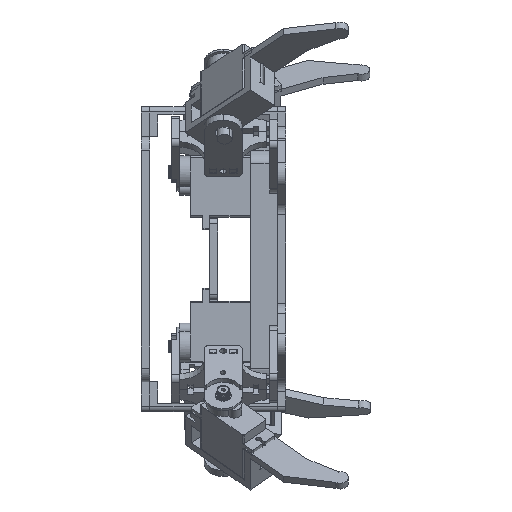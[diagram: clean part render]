
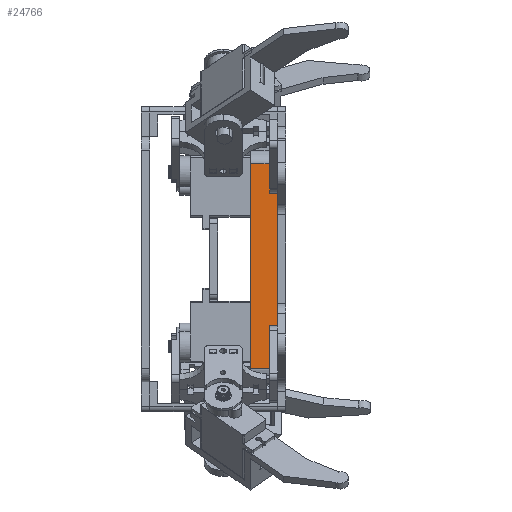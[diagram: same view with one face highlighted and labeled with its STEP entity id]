
A CAD part, left-side view. The second image highlights one B-rep face of the part: STEP entity #24766.
In plain terms, the highlighted planar face has unit normal (-1, 0, 0).
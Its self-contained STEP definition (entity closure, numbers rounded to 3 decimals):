
#685 = LINE ( 'NONE', #4415, #7622 ) ;
#820 = ORIENTED_EDGE ( 'NONE', *, *, #5553, .T. ) ;
#1376 = VECTOR ( 'NONE', #8042, 1000. ) ;
#1407 = AXIS2_PLACEMENT_3D ( 'NONE', #11256, #9712, #17313 ) ;
#2577 = VECTOR ( 'NONE', #7303, 1000. ) ;
#3755 = FACE_OUTER_BOUND ( 'NONE', #21728, .T. ) ;
#4294 = DIRECTION ( 'NONE',  ( 0., 1., 0. ) ) ;
#4415 = CARTESIAN_POINT ( 'NONE',  ( -27.5, 1.6, 35. ) ) ;
#5008 = EDGE_CURVE ( 'NONE', #18338, #13188, #8835, .T. ) ;
#5097 = LINE ( 'NONE', #22767, #2577 ) ;
#5302 = EDGE_CURVE ( 'NONE', #21649, #6578, #7912, .T. ) ;
#5533 = CARTESIAN_POINT ( 'NONE',  ( -27.5, 10., -40. ) ) ;
#5553 = EDGE_CURVE ( 'NONE', #8069, #17060, #19120, .T. ) ;
#5593 = DIRECTION ( 'NONE',  ( 0., -1., 0. ) ) ;
#5937 = VECTOR ( 'NONE', #5593, 1000. ) ;
#6578 = VERTEX_POINT ( 'NONE', #9760 ) ;
#6992 = CARTESIAN_POINT ( 'NONE',  ( -27.5, 0., 40. ) ) ;
#7303 = DIRECTION ( 'NONE',  ( 0., -1., 0. ) ) ;
#7622 = VECTOR ( 'NONE', #4294, 1000. ) ;
#7898 = CARTESIAN_POINT ( 'NONE',  ( -27.5, 10., -40. ) ) ;
#7912 = LINE ( 'NONE', #15771, #1376 ) ;
#8042 = DIRECTION ( 'NONE',  ( 0., 0., 1. ) ) ;
#8069 = VERTEX_POINT ( 'NONE', #19986 ) ;
#8835 = LINE ( 'NONE', #14748, #21916 ) ;
#9323 = DIRECTION ( 'NONE',  ( 0., 0., 1. ) ) ;
#9712 = DIRECTION ( 'NONE',  ( 1., 0., 0. ) ) ;
#9760 = CARTESIAN_POINT ( 'NONE',  ( -27.5, 1.6, 40. ) ) ;
#10018 = CARTESIAN_POINT ( 'NONE',  ( -27.5, 0., 40. ) ) ;
#10407 = EDGE_CURVE ( 'NONE', #6578, #17060, #5097, .T. ) ;
#11256 = CARTESIAN_POINT ( 'NONE',  ( -27.5, 10., 40. ) ) ;
#11306 = ORIENTED_EDGE ( 'NONE', *, *, #11512, .T. ) ;
#11512 = EDGE_CURVE ( 'NONE', #21649, #13188, #685, .T. ) ;
#13188 = VERTEX_POINT ( 'NONE', #17318 ) ;
#13192 = EDGE_CURVE ( 'NONE', #18338, #8069, #15390, .T. ) ;
#14407 = ORIENTED_EDGE ( 'NONE', *, *, #13192, .T. ) ;
#14654 = ORIENTED_EDGE ( 'NONE', *, *, #5302, .F. ) ;
#14748 = CARTESIAN_POINT ( 'NONE',  ( -27.5, 10., 40. ) ) ;
#15390 = LINE ( 'NONE', #7898, #5937 ) ;
#15771 = CARTESIAN_POINT ( 'NONE',  ( -27.5, 1.6, 0. ) ) ;
#17060 = VERTEX_POINT ( 'NONE', #10018 ) ;
#17313 = DIRECTION ( 'NONE',  ( 0., 0., -1. ) ) ;
#17318 = CARTESIAN_POINT ( 'NONE',  ( -27.5, 10., 35. ) ) ;
#18338 = VERTEX_POINT ( 'NONE', #5533 ) ;
#19120 = LINE ( 'NONE', #6992, #19885 ) ;
#19885 = VECTOR ( 'NONE', #9323, 1000. ) ;
#19986 = CARTESIAN_POINT ( 'NONE',  ( -27.5, 0., -40. ) ) ;
#20080 = CARTESIAN_POINT ( 'NONE',  ( -27.5, 1.6, 35. ) ) ;
#20807 = ORIENTED_EDGE ( 'NONE', *, *, #5008, .F. ) ;
#21649 = VERTEX_POINT ( 'NONE', #20080 ) ;
#21728 = EDGE_LOOP ( 'NONE', ( #14654, #11306, #20807, #14407, #820, #21767 ) ) ;
#21767 = ORIENTED_EDGE ( 'NONE', *, *, #10407, .F. ) ;
#21916 = VECTOR ( 'NONE', #22621, 1000. ) ;
#22621 = DIRECTION ( 'NONE',  ( 0., 0., 1. ) ) ;
#22767 = CARTESIAN_POINT ( 'NONE',  ( -27.5, 10., 40. ) ) ;
#23263 = PLANE ( 'NONE',  #1407 ) ;
#24766 = ADVANCED_FACE ( 'NONE', ( #3755 ), #23263, .F. ) ;
